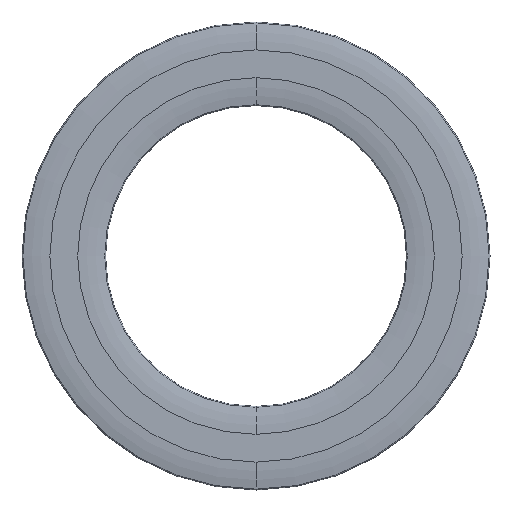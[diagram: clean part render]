
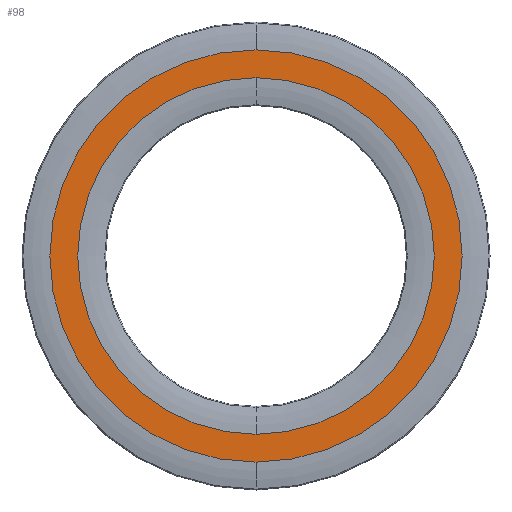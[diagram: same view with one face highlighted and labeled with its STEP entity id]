
A CAD part, front view. The second image highlights one B-rep face of the part: STEP entity #98.
In plain terms, the highlighted planar face has unit normal (0, -1, 0).
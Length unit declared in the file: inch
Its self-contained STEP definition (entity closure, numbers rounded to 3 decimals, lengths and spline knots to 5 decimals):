
#4 = AXIS2_PLACEMENT_3D ( 'NONE', #81, #510, #667 ) ;
#22 = VERTEX_POINT ( 'NONE', #299 ) ;
#38 = CARTESIAN_POINT ( 'NONE',  ( 0., -0.024, 0. ) ) ;
#51 = DIRECTION ( 'NONE',  ( 0., 0., 1. ) ) ;
#62 = ORIENTED_EDGE ( 'NONE', *, *, #224, .T. ) ;
#70 = CIRCLE ( 'NONE', #320, 0.66667 ) ;
#72 = VERTEX_POINT ( 'NONE', #661 ) ;
#81 = CARTESIAN_POINT ( 'NONE',  ( 0., -0.024, 0. ) ) ;
#98 = ADVANCED_FACE ( 'NONE', ( #157, #252 ), #295, .F. ) ;
#121 = EDGE_LOOP ( 'NONE', ( #62, #529 ) ) ;
#134 = DIRECTION ( 'NONE',  ( 0., 0., 1. ) ) ;
#157 = FACE_OUTER_BOUND ( 'NONE', #455, .T. ) ;
#224 = EDGE_CURVE ( 'NONE', #262, #22, #70, .T. ) ;
#245 = DIRECTION ( 'NONE',  ( 0., 1., 0. ) ) ;
#252 = FACE_BOUND ( 'NONE', #121, .T. ) ;
#259 = AXIS2_PLACEMENT_3D ( 'NONE', #343, #245, #642 ) ;
#262 = VERTEX_POINT ( 'NONE', #317 ) ;
#263 = ORIENTED_EDGE ( 'NONE', *, *, #586, .F. ) ;
#264 = DIRECTION ( 'NONE',  ( 0., 1., 0. ) ) ;
#280 = CIRCLE ( 'NONE', #259, 0.77083 ) ;
#283 = EDGE_CURVE ( 'NONE', #72, #439, #590, .T. ) ;
#295 = PLANE ( 'NONE',  #666 ) ;
#299 = CARTESIAN_POINT ( 'NONE',  ( 0., -0.024, -0.66667 ) ) ;
#317 = CARTESIAN_POINT ( 'NONE',  ( 0., -0.024, 0.66667 ) ) ;
#320 = AXIS2_PLACEMENT_3D ( 'NONE', #426, #264, #51 ) ;
#343 = CARTESIAN_POINT ( 'NONE',  ( 0., -0.024, 0. ) ) ;
#356 = CARTESIAN_POINT ( 'NONE',  ( 0., -0.024, -0.66667 ) ) ;
#381 = AXIS2_PLACEMENT_3D ( 'NONE', #38, #606, #134 ) ;
#426 = CARTESIAN_POINT ( 'NONE',  ( 0., -0.024, 0. ) ) ;
#439 = VERTEX_POINT ( 'NONE', #546 ) ;
#455 = EDGE_LOOP ( 'NONE', ( #263, #632 ) ) ;
#459 = DIRECTION ( 'NONE',  ( 0., 0., 1. ) ) ;
#510 = DIRECTION ( 'NONE',  ( 0., 1., 0. ) ) ;
#529 = ORIENTED_EDGE ( 'NONE', *, *, #542, .T. ) ;
#542 = EDGE_CURVE ( 'NONE', #22, #262, #657, .T. ) ;
#546 = CARTESIAN_POINT ( 'NONE',  ( 0., -0.024, 0.77083 ) ) ;
#586 = EDGE_CURVE ( 'NONE', #439, #72, #280, .T. ) ;
#590 = CIRCLE ( 'NONE', #4, 0.77083 ) ;
#594 = DIRECTION ( 'NONE',  ( 0., 1., 0. ) ) ;
#606 = DIRECTION ( 'NONE',  ( 0., 1., 0. ) ) ;
#632 = ORIENTED_EDGE ( 'NONE', *, *, #283, .F. ) ;
#642 = DIRECTION ( 'NONE',  ( 0., 0., 1. ) ) ;
#657 = CIRCLE ( 'NONE', #381, 0.66667 ) ;
#661 = CARTESIAN_POINT ( 'NONE',  ( 0., -0.024, -0.77083 ) ) ;
#666 = AXIS2_PLACEMENT_3D ( 'NONE', #356, #594, #459 ) ;
#667 = DIRECTION ( 'NONE',  ( 0., 0., 1. ) ) ;
